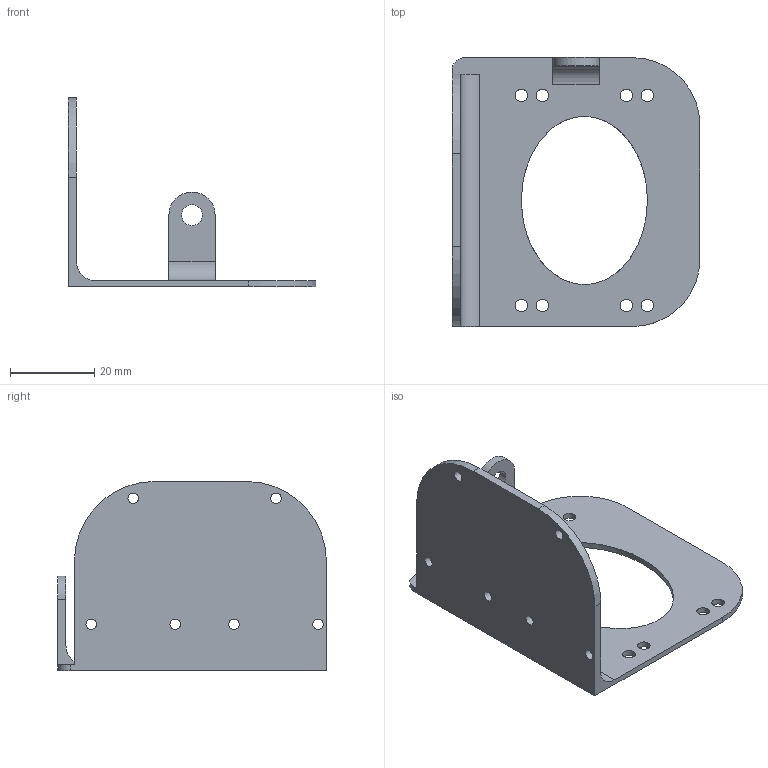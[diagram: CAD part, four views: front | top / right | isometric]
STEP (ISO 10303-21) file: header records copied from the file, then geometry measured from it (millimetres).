
FILE_DESCRIPTION(/* description */ (''),/* implementation_level */ '2;1');
FILE_NAME(/* name */ 'base mod 1 v2.step',/* time_stamp */ '2019-08-07T14:58:55+07:00',/* author */ (''),/* organization */ (''),/* preprocessor_version */ 'ST-DEVELOPER v18',/* originating_system */ 'Autodesk Translation Framework v8.2.0.1029',/* authorisation */ '');
FILE_SCHEMA (('AUTOMOTIVE_DESIGN { 1 0 10303 214 3 1 1 }'));
Length unit declared in the file: millimetre
Products named in the file (1): base mod 1
Bounding box: 59 x 64 x 45 mm (x, y, z)
Volume: 9302.3 mm3; surface area: 11398.8 mm2
Topology: 1 solids, 1 shells, 36 faces, 102 edges, 68 vertices
Faces by surface type: cylinder 23, plane 12, bspline 1
Full cylindrical faces by diameter (mm): 2.5 x6, 3 x8, 5 x1
Entity records: 1304 total; most frequent: CARTESIAN_POINT 224, DIRECTION 222, ORIENTED_EDGE 204, EDGE_CURVE 102, AXIS2_PLACEMENT_3D 84, EDGE_LOOP 68, VERTEX_POINT 68, LINE 54
